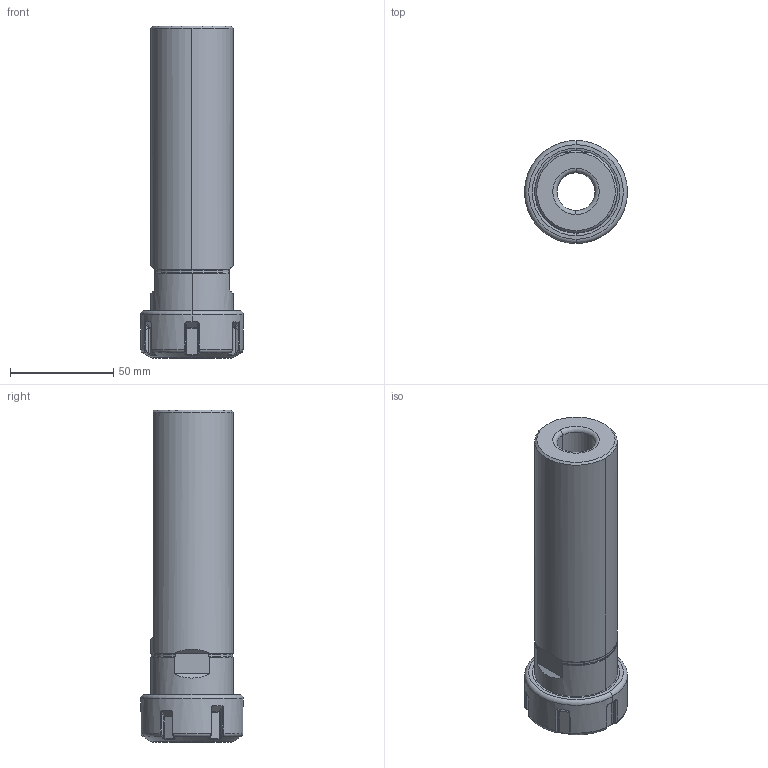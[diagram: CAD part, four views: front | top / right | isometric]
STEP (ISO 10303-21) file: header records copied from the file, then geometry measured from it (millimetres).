
FILE_DESCRIPTION((''),'2;1');
FILE_NAME('120_02_04_20_1','2020-04-21T',('103090'),(''),'CREO PARAMETRIC BY PTC INC, 2015290','CREO PARAMETRIC BY PTC INC, 2015290','');
FILE_SCHEMA(('CONFIG_CONTROL_DESIGN'));
Length unit declared in the file: millimetre
Products named in the file (1): 120_02_04_20_1
Bounding box: 49.9 x 49.9 x 161 mm (x, y, z)
Volume: 150868 mm3; surface area: 35833.9 mm2
Topology: 1 solids, 1 shells, 241 faces, 577 edges, 342 vertices
Faces by surface type: bspline 72, plane 64, cylinder 50, torus 30, cone 13, sphere 12
Entity records: 9930 total; most frequent: CARTESIAN_POINT 4887, ORIENTED_EDGE 1154, DIRECTION 842, EDGE_CURVE 577, VERTEX_POINT 342, AXIS2_PLACEMENT_3D 309, EDGE_LOOP 247, FACE_OUTER_BOUND 241
